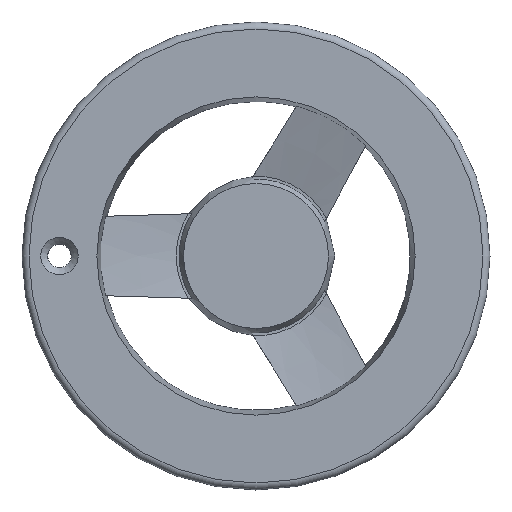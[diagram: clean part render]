
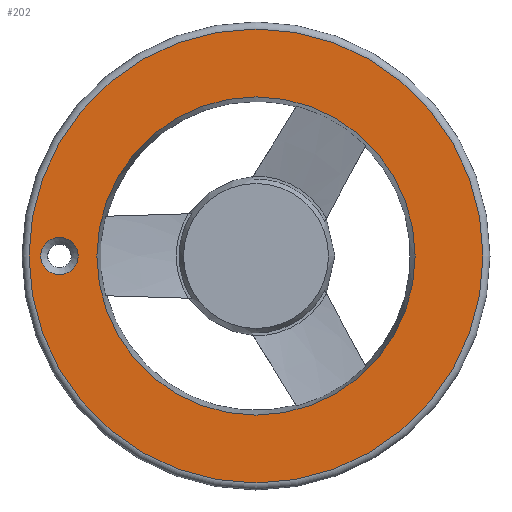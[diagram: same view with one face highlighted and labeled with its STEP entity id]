
A CAD part, left-side view. The second image highlights one B-rep face of the part: STEP entity #202.
In plain terms, the highlighted planar face has unit normal (-1, 0, 0).
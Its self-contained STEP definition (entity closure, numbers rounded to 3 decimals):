
#139=PLANE('',#959);
#157=FACE_OUTER_BOUND('',#364,.T.);
#202=ADVANCED_FACE('',(#333,#334,#157),#139,.F.);
#333=FACE_BOUND('',#362,.T.);
#334=FACE_BOUND('',#363,.T.);
#362=EDGE_LOOP('',(#480));
#363=EDGE_LOOP('',(#481));
#364=EDGE_LOOP('',(#482));
#480=ORIENTED_EDGE('',*,*,#809,.T.);
#481=ORIENTED_EDGE('',*,*,#768,.F.);
#482=ORIENTED_EDGE('',*,*,#810,.T.);
#681=VERTEX_POINT('',#1302);
#718=VERTEX_POINT('',#1501);
#719=VERTEX_POINT('',#1503);
#768=EDGE_CURVE('',#681,#681,#884,.T.);
#809=EDGE_CURVE('',#718,#718,#903,.T.);
#810=EDGE_CURVE('',#719,#719,#904,.T.);
#884=CIRCLE('',#935,34.);
#903=CIRCLE('',#957,4.);
#904=CIRCLE('',#958,48.5);
#935=AXIS2_PLACEMENT_3D('',#1301,#1035,#1036);
#957=AXIS2_PLACEMENT_3D('',#1500,#1079,#1080);
#958=AXIS2_PLACEMENT_3D('',#1502,#1081,#1082);
#959=AXIS2_PLACEMENT_3D('',#1504,#1083,#1084);
#1035=DIRECTION('',(-1.,0.,0.));
#1036=DIRECTION('',(0.,0.,1.));
#1079=DIRECTION('',(1.,0.,0.));
#1080=DIRECTION('',(0.,0.,-1.));
#1081=DIRECTION('',(-1.,0.,0.));
#1082=DIRECTION('',(0.,0.,1.));
#1083=DIRECTION('',(1.,0.,0.));
#1084=DIRECTION('',(0.,0.,-1.));
#1301=CARTESIAN_POINT('',(179.,172.5,0.));
#1302=CARTESIAN_POINT('',(179.,172.5,34.));
#1500=CARTESIAN_POINT('',(179.,214.5,0.));
#1501=CARTESIAN_POINT('',(179.,214.5,-4.));
#1502=CARTESIAN_POINT('',(179.,172.5,0.));
#1503=CARTESIAN_POINT('',(179.,172.5,48.5));
#1504=CARTESIAN_POINT('',(179.,124.,0.));
